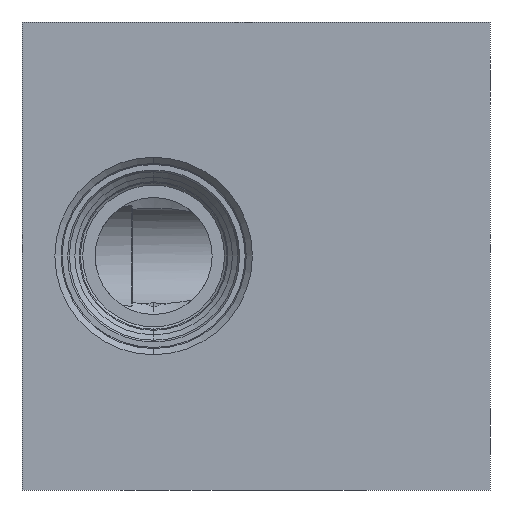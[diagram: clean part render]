
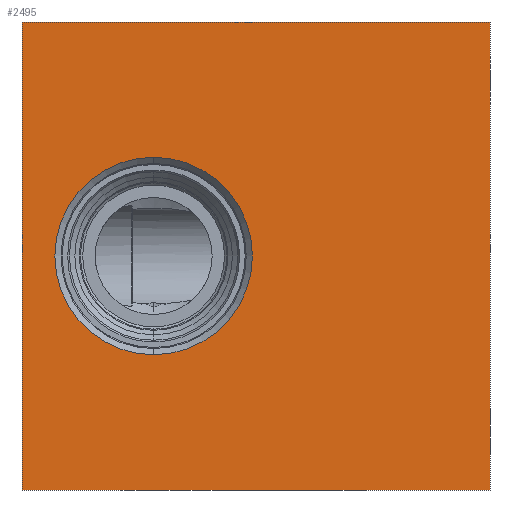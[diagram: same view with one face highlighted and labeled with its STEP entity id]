
A CAD part, front view. The second image highlights one B-rep face of the part: STEP entity #2495.
In plain terms, the highlighted planar face has unit normal (0, -1, 0).
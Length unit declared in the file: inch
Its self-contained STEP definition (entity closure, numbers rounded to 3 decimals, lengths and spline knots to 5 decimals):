
#5=DIRECTION('',(1.,0.,0.));
#6=VECTOR('',#5,4.);
#7=CARTESIAN_POINT('',(0.,-5.5,0.));
#8=LINE('',#7,#6);
#75=DIRECTION('',(0.,0.,1.));
#76=VECTOR('',#75,4.);
#77=CARTESIAN_POINT('',(4.,-5.5,0.));
#78=LINE('',#77,#76);
#99=DIRECTION('',(0.,0.,1.));
#100=VECTOR('',#99,4.);
#101=CARTESIAN_POINT('',(0.,-5.5,0.));
#102=LINE('',#101,#100);
#103=CARTESIAN_POINT('',(1.125,-5.5,2.));
#104=DIRECTION('',(0.,1.,0.));
#105=DIRECTION('',(0.,0.,-1.));
#106=AXIS2_PLACEMENT_3D('',#103,#104,#105);
#108=CARTESIAN_POINT('',(1.125,-5.5,2.));
#109=DIRECTION('',(0.,1.,0.));
#110=DIRECTION('',(0.,0.,1.));
#111=AXIS2_PLACEMENT_3D('',#108,#109,#110);
#125=DIRECTION('',(1.,0.,0.));
#126=VECTOR('',#125,4.);
#127=CARTESIAN_POINT('',(0.,-5.5,4.));
#128=LINE('',#127,#126);
#2037=CARTESIAN_POINT('',(0.,-5.5,0.));
#2039=VERTEX_POINT('',#2037);
#2040=CARTESIAN_POINT('',(4.,-5.5,0.));
#2041=VERTEX_POINT('',#2040);
#2045=CARTESIAN_POINT('',(0.,-5.5,4.));
#2047=VERTEX_POINT('',#2045);
#2048=CARTESIAN_POINT('',(4.,-5.5,4.));
#2049=VERTEX_POINT('',#2048);
#2287=CARTESIAN_POINT('',(1.125,-5.5,1.156));
#2288=CARTESIAN_POINT('',(1.125,-5.5,2.844));
#2289=VERTEX_POINT('',#2287);
#2290=VERTEX_POINT('',#2288);
#2477=CARTESIAN_POINT('',(0.,-5.5,0.));
#2478=DIRECTION('',(0.,-1.,0.));
#2479=DIRECTION('',(1.,0.,0.));
#2480=AXIS2_PLACEMENT_3D('',#2477,#2478,#2479);
#2481=PLANE('',#2480);
#2482=ORIENTED_EDGE('',*,*,#2383,.F.);
#2483=ORIENTED_EDGE('',*,*,#2414,.T.);
#2485=ORIENTED_EDGE('',*,*,#2484,.T.);
#2486=ORIENTED_EDGE('',*,*,#2457,.F.);
#2487=EDGE_LOOP('',(#2482,#2483,#2485,#2486));
#2488=FACE_OUTER_BOUND('',#2487,.F.);
#2490=ORIENTED_EDGE('',*,*,#2489,.F.);
#2492=ORIENTED_EDGE('',*,*,#2491,.F.);
#2493=EDGE_LOOP('',(#2490,#2492));
#2494=FACE_BOUND('',#2493,.F.);
#2495=ADVANCED_FACE('',(#2488,#2494),#2481,.T.);
#107=CIRCLE('',#106,0.844);
#112=CIRCLE('',#111,0.844);
#2383=EDGE_CURVE('',#2039,#2041,#8,.T.);
#2414=EDGE_CURVE('',#2039,#2047,#102,.T.);
#2457=EDGE_CURVE('',#2041,#2049,#78,.T.);
#2484=EDGE_CURVE('',#2047,#2049,#128,.T.);
#2489=EDGE_CURVE('',#2289,#2290,#107,.T.);
#2491=EDGE_CURVE('',#2290,#2289,#112,.T.);
